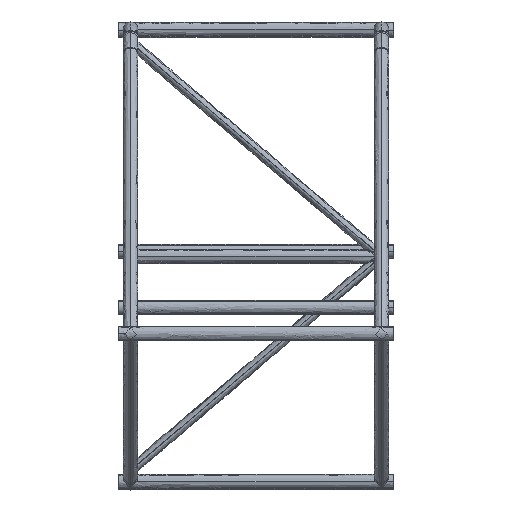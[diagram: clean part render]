
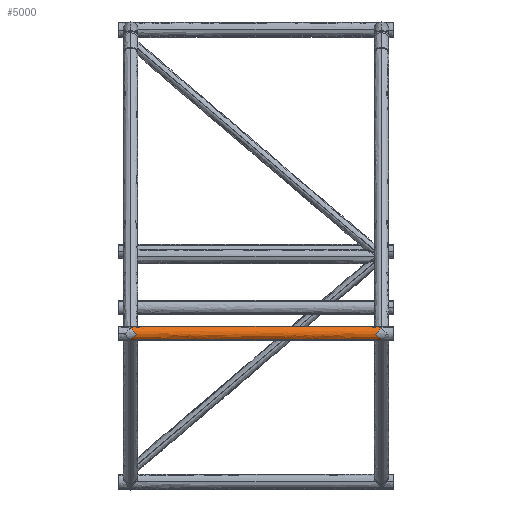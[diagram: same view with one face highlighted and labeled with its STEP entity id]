
A CAD part, top view. The second image highlights one B-rep face of the part: STEP entity #5000.
In plain terms, the highlighted free-form (B-spline) face has degree [2, 1] with [5, 2] control points.
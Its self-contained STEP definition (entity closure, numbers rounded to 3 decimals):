
#1238 = VERTEX_POINT('',#1239);
#1239 = CARTESIAN_POINT('',(350.592,396.208,
    2238.775));
#1334 = VERTEX_POINT('',#1335);
#1335 = CARTESIAN_POINT('',(350.592,427.56,
    2241.354));
#5000 = ADVANCED_FACE('',(#5001),#5085,.T.);
#5001 = FACE_BOUND('',#5002,.T.);
#5002 = EDGE_LOOP('',(#5003,#5012,#5019,#5028,#5037,#5046,#5055,#5062,
    #5069,#5078));
#5003 = ORIENTED_EDGE('',*,*,#5004,.F.);
#5004 = EDGE_CURVE('',#5005,#1334,#5007,.T.);
#5005 = VERTEX_POINT('',#5006);
#5006 = CARTESIAN_POINT('',(336.009,433.601,
    2226.771));
#5007 = ( BOUNDED_CURVE() B_SPLINE_CURVE(3,(#5008,#5009,#5010,#5011),
.UNSPECIFIED.,.F.,.F.) B_SPLINE_CURVE_WITH_KNOTS((4,4),(0.785,
1.571),.PIECEWISE_BEZIER_KNOTS.) CURVE() 
GEOMETRIC_REPRESENTATION_ITEM() RATIONAL_B_SPLINE_CURVE((1.,
0.949,0.949,1.)) REPRESENTATION_ITEM('') );
#5008 = CARTESIAN_POINT('',(336.009,433.601,
    2226.771));
#5009 = CARTESIAN_POINT('',(339.928,433.601,
    2232.313));
#5010 = CARTESIAN_POINT('',(345.049,431.48,
    2237.434));
#5011 = CARTESIAN_POINT('',(350.592,427.56,
    2241.354));
#5012 = ORIENTED_EDGE('',*,*,#5013,.T.);
#5013 = EDGE_CURVE('',#5005,#5014,#5016,.T.);
#5014 = VERTEX_POINT('',#5015);
#5015 = CARTESIAN_POINT('',(-336.009,433.601,
    2226.771));
#5016 = B_SPLINE_CURVE_WITH_KNOTS('',1,(#5017,#5018),.UNSPECIFIED.,.F.,
  .F.,(2,2),(35.607,524.393),.PIECEWISE_BEZIER_KNOTS.);
#5017 = CARTESIAN_POINT('',(336.009,433.601,
    2226.771));
#5018 = CARTESIAN_POINT('',(-336.009,433.601,
    2226.771));
#5019 = ORIENTED_EDGE('',*,*,#5020,.T.);
#5020 = EDGE_CURVE('',#5014,#5021,#5023,.T.);
#5021 = VERTEX_POINT('',#5022);
#5022 = CARTESIAN_POINT('',(-350.592,427.56,
    2241.354));
#5023 = ( BOUNDED_CURVE() B_SPLINE_CURVE(3,(#5024,#5025,#5026,#5027),
.UNSPECIFIED.,.F.,.F.) B_SPLINE_CURVE_WITH_KNOTS((4,4),(0.785,
1.571),.PIECEWISE_BEZIER_KNOTS.) CURVE() 
GEOMETRIC_REPRESENTATION_ITEM() RATIONAL_B_SPLINE_CURVE((1.,
0.949,0.949,1.)) REPRESENTATION_ITEM('') );
#5024 = CARTESIAN_POINT('',(-336.009,433.601,
    2226.771));
#5025 = CARTESIAN_POINT('',(-339.928,433.601,
    2232.313));
#5026 = CARTESIAN_POINT('',(-345.049,431.48,
    2237.434));
#5027 = CARTESIAN_POINT('',(-350.592,427.56,
    2241.354));
#5028 = ORIENTED_EDGE('',*,*,#5029,.T.);
#5029 = EDGE_CURVE('',#5021,#5030,#5032,.T.);
#5030 = VERTEX_POINT('',#5031);
#5031 = CARTESIAN_POINT('',(-334.863,411.287,
    2247.324));
#5032 = ( BOUNDED_CURVE() B_SPLINE_CURVE(3,(#5033,#5034,#5035,#5036),
.UNSPECIFIED.,.F.,.F.) B_SPLINE_CURVE_WITH_KNOTS((4,4),(1.571,
2.438),.PIECEWISE_BEZIER_KNOTS.) CURVE() 
GEOMETRIC_REPRESENTATION_ITEM() RATIONAL_B_SPLINE_CURVE((1.,
0.938,0.938,1.)) REPRESENTATION_ITEM('') );
#5033 = CARTESIAN_POINT('',(-350.592,427.56,
    2241.354));
#5034 = CARTESIAN_POINT('',(-344.433,423.206,
    2245.708));
#5035 = CARTESIAN_POINT('',(-338.845,417.424,
    2247.829));
#5036 = CARTESIAN_POINT('',(-334.863,411.287,
    2247.324));
#5037 = ORIENTED_EDGE('',*,*,#5038,.T.);
#5038 = EDGE_CURVE('',#5030,#5039,#5041,.T.);
#5039 = VERTEX_POINT('',#5040);
#5040 = CARTESIAN_POINT('',(-350.592,396.208,
    2238.775));
#5041 = ( BOUNDED_CURVE() B_SPLINE_CURVE(3,(#5042,#5043,#5044,#5045),
.UNSPECIFIED.,.F.,.F.) B_SPLINE_CURVE_WITH_KNOTS((4,4),(0.703,
1.571),.PIECEWISE_BEZIER_KNOTS.) CURVE() 
GEOMETRIC_REPRESENTATION_ITEM() RATIONAL_B_SPLINE_CURVE((1.,
0.938,0.938,1.)) REPRESENTATION_ITEM('') );
#5042 = CARTESIAN_POINT('',(-334.863,411.287,
    2247.324));
#5043 = CARTESIAN_POINT('',(-338.845,405.15,
    2246.819));
#5044 = CARTESIAN_POINT('',(-344.433,399.793,
    2243.782));
#5045 = CARTESIAN_POINT('',(-350.592,396.208,
    2238.775));
#5046 = ORIENTED_EDGE('',*,*,#5047,.T.);
#5047 = EDGE_CURVE('',#5039,#5048,#5050,.T.);
#5048 = VERTEX_POINT('',#5049);
#5049 = CARTESIAN_POINT('',(-338.588,392.355,
    2226.771));
#5050 = ( BOUNDED_CURVE() B_SPLINE_CURVE(3,(#5051,#5052,#5053,#5054),
.UNSPECIFIED.,.F.,.F.) B_SPLINE_CURVE_WITH_KNOTS((4,4),(1.571,
2.192),.PIECEWISE_BEZIER_KNOTS.) CURVE() 
GEOMETRIC_REPRESENTATION_ITEM() RATIONAL_B_SPLINE_CURVE((1.,
0.968,0.968,1.)) REPRESENTATION_ITEM('') );
#5051 = CARTESIAN_POINT('',(-350.592,396.208,
    2238.775));
#5052 = CARTESIAN_POINT('',(-346.251,393.681,
    2235.245));
#5053 = CARTESIAN_POINT('',(-342.117,392.355,
    2231.111));
#5054 = CARTESIAN_POINT('',(-338.588,392.355,
    2226.771));
#5055 = ORIENTED_EDGE('',*,*,#5056,.F.);
#5056 = EDGE_CURVE('',#5057,#5048,#5059,.T.);
#5057 = VERTEX_POINT('',#5058);
#5058 = CARTESIAN_POINT('',(338.588,392.355,
    2226.771));
#5059 = B_SPLINE_CURVE_WITH_KNOTS('',1,(#5060,#5061),.UNSPECIFIED.,.F.,
  .F.,(2,2),(33.731,526.269),.PIECEWISE_BEZIER_KNOTS.);
#5060 = CARTESIAN_POINT('',(338.588,392.355,
    2226.771));
#5061 = CARTESIAN_POINT('',(-338.588,392.355,
    2226.771));
#5062 = ORIENTED_EDGE('',*,*,#5063,.F.);
#5063 = EDGE_CURVE('',#1238,#5057,#5064,.T.);
#5064 = ( BOUNDED_CURVE() B_SPLINE_CURVE(3,(#5065,#5066,#5067,#5068),
.UNSPECIFIED.,.F.,.F.) B_SPLINE_CURVE_WITH_KNOTS((4,4),(4.712,
5.334),.PIECEWISE_BEZIER_KNOTS.) CURVE() 
GEOMETRIC_REPRESENTATION_ITEM() RATIONAL_B_SPLINE_CURVE((1.,
0.968,0.968,1.)) REPRESENTATION_ITEM('') );
#5065 = CARTESIAN_POINT('',(350.592,396.208,
    2238.775));
#5066 = CARTESIAN_POINT('',(346.251,393.681,
    2235.245));
#5067 = CARTESIAN_POINT('',(342.117,392.355,
    2231.111));
#5068 = CARTESIAN_POINT('',(338.588,392.355,
    2226.771));
#5069 = ORIENTED_EDGE('',*,*,#5070,.F.);
#5070 = EDGE_CURVE('',#5071,#1238,#5073,.T.);
#5071 = VERTEX_POINT('',#5072);
#5072 = CARTESIAN_POINT('',(334.863,411.287,
    2247.324));
#5073 = ( BOUNDED_CURVE() B_SPLINE_CURVE(3,(#5074,#5075,#5076,#5077),
.UNSPECIFIED.,.F.,.F.) B_SPLINE_CURVE_WITH_KNOTS((4,4),(0.703,
1.571),.PIECEWISE_BEZIER_KNOTS.) CURVE() 
GEOMETRIC_REPRESENTATION_ITEM() RATIONAL_B_SPLINE_CURVE((1.,
0.938,0.938,1.)) REPRESENTATION_ITEM('') );
#5074 = CARTESIAN_POINT('',(334.863,411.287,
    2247.324));
#5075 = CARTESIAN_POINT('',(338.845,405.15,
    2246.819));
#5076 = CARTESIAN_POINT('',(344.433,399.793,
    2243.782));
#5077 = CARTESIAN_POINT('',(350.592,396.208,
    2238.775));
#5078 = ORIENTED_EDGE('',*,*,#5079,.F.);
#5079 = EDGE_CURVE('',#1334,#5071,#5080,.T.);
#5080 = ( BOUNDED_CURVE() B_SPLINE_CURVE(3,(#5081,#5082,#5083,#5084),
.UNSPECIFIED.,.F.,.F.) B_SPLINE_CURVE_WITH_KNOTS((4,4),(4.712,
5.58),.PIECEWISE_BEZIER_KNOTS.) CURVE() 
GEOMETRIC_REPRESENTATION_ITEM() RATIONAL_B_SPLINE_CURVE((1.,
0.938,0.938,1.)) REPRESENTATION_ITEM('') );
#5081 = CARTESIAN_POINT('',(350.592,427.56,
    2241.354));
#5082 = CARTESIAN_POINT('',(344.433,423.206,
    2245.708));
#5083 = CARTESIAN_POINT('',(338.845,417.424,
    2247.829));
#5084 = CARTESIAN_POINT('',(334.863,411.287,
    2247.324));
#5085 = ( BOUNDED_SURFACE() B_SPLINE_SURFACE(2,1,(
    (#5086,#5087)
    ,(#5088,#5089)
    ,(#5090,#5091)
    ,(#5092,#5093)
    ,(#5094,#5095
)),.UNSPECIFIED.,.F.,.F.,.F.) B_SPLINE_SURFACE_WITH_KNOTS((3,2,3),(2,2),
  (0.,1.571,3.142),(25.,535.),
.PIECEWISE_BEZIER_KNOTS.) GEOMETRIC_REPRESENTATION_ITEM() 
RATIONAL_B_SPLINE_SURFACE((
    (1.,1.)
    ,(0.707,0.707)
    ,(1.,1.)
    ,(0.707,0.707)
,(1.,1.))) REPRESENTATION_ITEM('') SURFACE() );
#5086 = CARTESIAN_POINT('',(350.592,392.355,
    2226.771));
#5087 = CARTESIAN_POINT('',(-350.592,392.355,
    2226.771));
#5088 = CARTESIAN_POINT('',(350.592,392.355,
    2247.394));
#5089 = CARTESIAN_POINT('',(-350.592,392.355,
    2247.394));
#5090 = CARTESIAN_POINT('',(350.592,412.978,
    2247.394));
#5091 = CARTESIAN_POINT('',(-350.592,412.978,
    2247.394));
#5092 = CARTESIAN_POINT('',(350.592,433.601,
    2247.394));
#5093 = CARTESIAN_POINT('',(-350.592,433.601,
    2247.394));
#5094 = CARTESIAN_POINT('',(350.592,433.601,
    2226.771));
#5095 = CARTESIAN_POINT('',(-350.592,433.601,
    2226.771));
